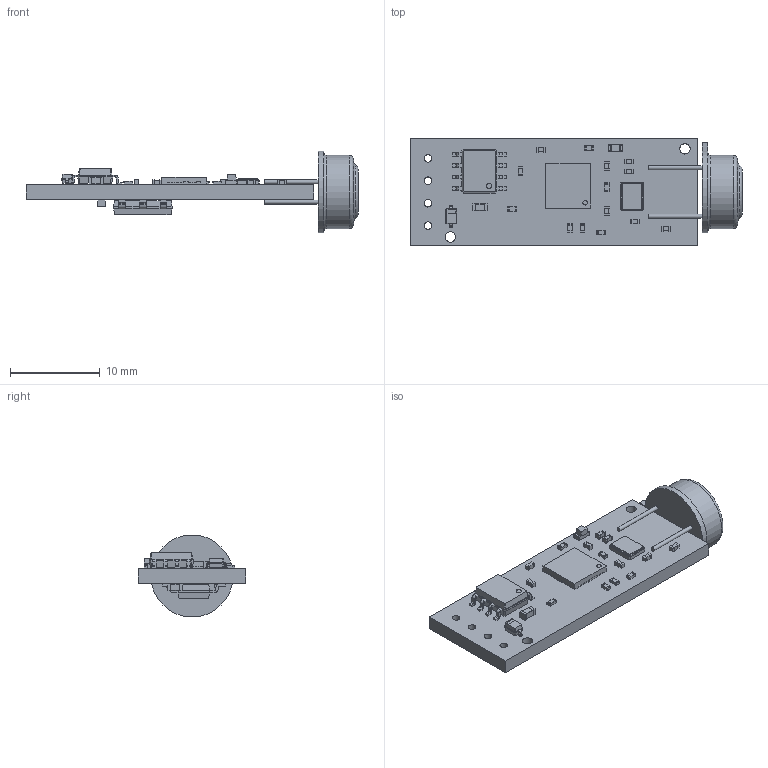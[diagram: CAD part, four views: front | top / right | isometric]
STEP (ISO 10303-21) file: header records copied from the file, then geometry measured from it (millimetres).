
FILE_DESCRIPTION(('KiCad electronic assembly'),'2;1');
FILE_NAME('TTS.step','2024-12-12T14:31:41',('Pcbnew'),('Kicad'), 'Open CASCADE STEP processor 7.8','KiCad to STEP converter','Unknown' );
FILE_SCHEMA(('AUTOMOTIVE_DESIGN { 1 0 10303 214 1 1 1 1 }'));
Length unit declared in the file: millimetre
Products named in the file (22): TTS 1; D_SOD-323; D_SOD_323; R_0402_1005Metric; LED_0603_1608Metric; C_0402_1005Metric; Crystal_SMD_3225-4Pin_3.2x2.5mm; QFN-32-1EP_5x5mm_P0.5mm_EP3.45x3.45mm; QFN-32-1EP_5x5mm_Pitch0.5mm; TO-39_Heimann; SOIC-8_3.9x4.9mm_P1.27mm; SOIC_8_39x49mm_P127mm; C_0603_1608Metric; SOT-223; SOT_223; _autosave-TTS_PCB
Assembly tree (34 placements, depth 3):
  TTS 1
    D_SOD-323
      D_SOD_323
    R_0402_1005Metric  x6
      R_0402_1005Metric
    LED_0603_1608Metric
      LED_0603_1608Metric
    C_0402_1005Metric  x8
      C_0402_1005Metric
    Crystal_SMD_3225-4Pin_3.2x2.5mm
      Crystal_SMD_3225-4Pin_3.2x2.5mm
    QFN-32-1EP_5x5mm_P0.5mm_EP3.45x3.45mm
      QFN-32-1EP_5x5mm_Pitch0.5mm
    TO-39_Heimann
      TO-39_Heimann
    SOIC-8_3.9x4.9mm_P1.27mm
      SOIC_8_39x49mm_P127mm
    C_0603_1608Metric  x2
      C_0603_1608Metric
    SOT-223
      SOT_223
    _autosave-TTS_PCB
Bounding box: 36.95 x 12 x 9.11 mm (x, y, z)
Volume: 935.9 mm3; surface area: 1525.6 mm2
Topology: 24 solids, 24 shells, 1056 faces, 2768 edges, 1794 vertices
Faces by surface type: plane 687, cylinder 290, bspline 74, torus 5
Full cylindrical faces by diameter (mm): 0.45 x4, 0.5 x1, 0.6 x1, 0.85 x4, 1.152 x2, 8.15 x1
Entity records: 26660 total; most frequent: CARTESIAN_POINT 4116, ORIENTED_EDGE 3704, DIRECTION 3404, EDGE_CURVE 1852, LINE 1446, VECTOR 1446, VERTEX_POINT 1190, AXIS2_PLACEMENT_3D 979
